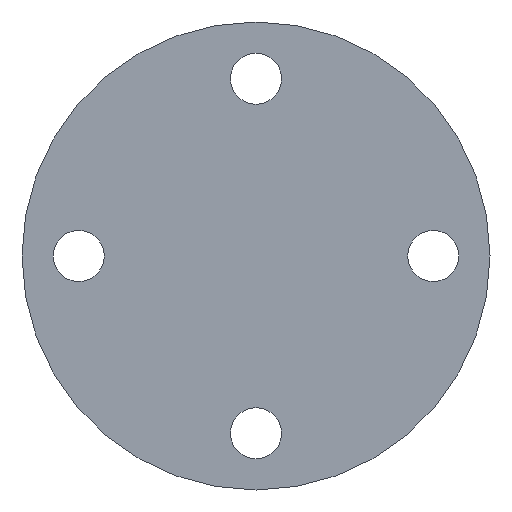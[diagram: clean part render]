
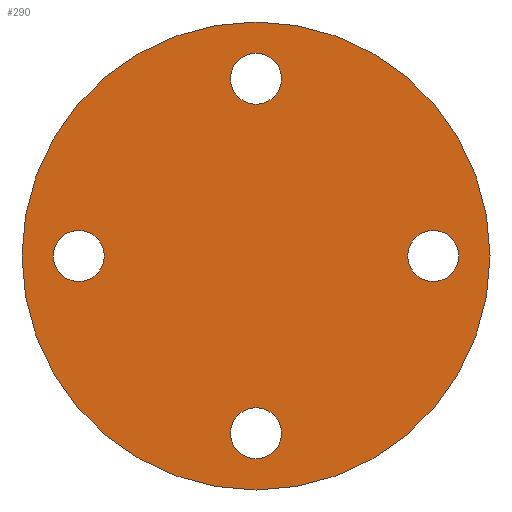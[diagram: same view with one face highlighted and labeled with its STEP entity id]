
A CAD part, front view. The second image highlights one B-rep face of the part: STEP entity #290.
In plain terms, the highlighted planar face has unit normal (0, -1, 0).
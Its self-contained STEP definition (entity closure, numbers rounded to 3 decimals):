
#6 = CARTESIAN_POINT ( 'NONE',  ( 0., 0., -82.5 ) ) ;
#16 = VERTEX_POINT ( 'NONE', #300 ) ;
#19 = CARTESIAN_POINT ( 'NONE',  ( 0., 0., 53.5 ) ) ;
#20 = EDGE_CURVE ( 'NONE', #227, #131, #69, .T. ) ;
#22 = ORIENTED_EDGE ( 'NONE', *, *, #326, .F. ) ;
#24 = CARTESIAN_POINT ( 'NONE',  ( 62.5, 0., 0. ) ) ;
#26 = AXIS2_PLACEMENT_3D ( 'NONE', #327, #295, #263 ) ;
#28 = VERTEX_POINT ( 'NONE', #450 ) ;
#29 = CARTESIAN_POINT ( 'NONE',  ( -62.5, 0., 0. ) ) ;
#30 = CARTESIAN_POINT ( 'NONE',  ( -53.5, 0., 0. ) ) ;
#31 = DIRECTION ( 'NONE',  ( 0., 1., 0. ) ) ;
#32 = CARTESIAN_POINT ( 'NONE',  ( -71.5, 0., 0. ) ) ;
#42 = FACE_BOUND ( 'NONE', #266, .T. ) ;
#44 = DIRECTION ( 'NONE',  ( 0., 0., -1. ) ) ;
#50 = ORIENTED_EDGE ( 'NONE', *, *, #423, .F. ) ;
#69 = CIRCLE ( 'NONE', #93, 9. ) ;
#77 = PLANE ( 'NONE',  #105 ) ;
#79 = VERTEX_POINT ( 'NONE', #32 ) ;
#80 = AXIS2_PLACEMENT_3D ( 'NONE', #179, #134, #356 ) ;
#81 = VERTEX_POINT ( 'NONE', #30 ) ;
#88 = DIRECTION ( 'NONE',  ( 0., -1., 0. ) ) ;
#93 = AXIS2_PLACEMENT_3D ( 'NONE', #347, #341, #129 ) ;
#102 = EDGE_CURVE ( 'NONE', #414, #269, #117, .T. ) ;
#105 = AXIS2_PLACEMENT_3D ( 'NONE', #150, #88, #367 ) ;
#112 = FACE_BOUND ( 'NONE', #123, .T. ) ;
#117 = CIRCLE ( 'NONE', #453, 82.5 ) ;
#123 = EDGE_LOOP ( 'NONE', ( #22, #187 ) ) ;
#124 = CARTESIAN_POINT ( 'NONE',  ( 62.5, 0., 0. ) ) ;
#125 = AXIS2_PLACEMENT_3D ( 'NONE', #462, #31, #170 ) ;
#129 = DIRECTION ( 'NONE',  ( 0., 0., 1. ) ) ;
#130 = EDGE_CURVE ( 'NONE', #81, #79, #305, .T. ) ;
#131 = VERTEX_POINT ( 'NONE', #362 ) ;
#134 = DIRECTION ( 'NONE',  ( 0., -1., 0. ) ) ;
#140 = CARTESIAN_POINT ( 'NONE',  ( 0., 0., 0. ) ) ;
#144 = AXIS2_PLACEMENT_3D ( 'NONE', #124, #229, #370 ) ;
#150 = CARTESIAN_POINT ( 'NONE',  ( -82.5, 0., 0. ) ) ;
#158 = ORIENTED_EDGE ( 'NONE', *, *, #388, .F. ) ;
#164 = CIRCLE ( 'NONE', #80, 9. ) ;
#170 = DIRECTION ( 'NONE',  ( 0., 0., 1. ) ) ;
#172 = DIRECTION ( 'NONE',  ( 1., 0., 0. ) ) ;
#179 = CARTESIAN_POINT ( 'NONE',  ( 0., 0., -62.5 ) ) ;
#181 = AXIS2_PLACEMENT_3D ( 'NONE', #365, #283, #182 ) ;
#182 = DIRECTION ( 'NONE',  ( -1., 0., 0. ) ) ;
#187 = ORIENTED_EDGE ( 'NONE', *, *, #457, .F. ) ;
#189 = EDGE_CURVE ( 'NONE', #28, #16, #164, .T. ) ;
#192 = CIRCLE ( 'NONE', #125, 82.5 ) ;
#215 = CIRCLE ( 'NONE', #357, 9. ) ;
#216 = CIRCLE ( 'NONE', #286, 9. ) ;
#226 = CARTESIAN_POINT ( 'NONE',  ( 53.5, 0., 0. ) ) ;
#227 = VERTEX_POINT ( 'NONE', #19 ) ;
#229 = DIRECTION ( 'NONE',  ( 0., -1., 0. ) ) ;
#233 = CIRCLE ( 'NONE', #26, 9. ) ;
#234 = VERTEX_POINT ( 'NONE', #226 ) ;
#235 = EDGE_LOOP ( 'NONE', ( #343, #50 ) ) ;
#236 = CARTESIAN_POINT ( 'NONE',  ( 71.5, 0., 0. ) ) ;
#237 = VERTEX_POINT ( 'NONE', #236 ) ;
#239 = EDGE_LOOP ( 'NONE', ( #376, #275 ) ) ;
#240 = DIRECTION ( 'NONE',  ( 0., -1., 0. ) ) ;
#246 = DIRECTION ( 'NONE',  ( -1., 0., 0. ) ) ;
#251 = CIRCLE ( 'NONE', #144, 9. ) ;
#258 = FACE_BOUND ( 'NONE', #239, .T. ) ;
#259 = ORIENTED_EDGE ( 'NONE', *, *, #189, .F. ) ;
#263 = DIRECTION ( 'NONE',  ( 0., 0., 1. ) ) ;
#266 = EDGE_LOOP ( 'NONE', ( #259, #297 ) ) ;
#269 = VERTEX_POINT ( 'NONE', #6 ) ;
#272 = CARTESIAN_POINT ( 'NONE',  ( 0., 0., -62.5 ) ) ;
#275 = ORIENTED_EDGE ( 'NONE', *, *, #20, .F. ) ;
#278 = DIRECTION ( 'NONE',  ( 0., -1., 0. ) ) ;
#283 = DIRECTION ( 'NONE',  ( 0., -1., 0. ) ) ;
#286 = AXIS2_PLACEMENT_3D ( 'NONE', #272, #420, #44 ) ;
#290 = ADVANCED_FACE ( 'NONE', ( #442, #258, #112, #42, #445 ), #77, .T. ) ;
#295 = DIRECTION ( 'NONE',  ( 0., -1., 0. ) ) ;
#297 = ORIENTED_EDGE ( 'NONE', *, *, #335, .F. ) ;
#300 = CARTESIAN_POINT ( 'NONE',  ( 0., 0., -53.5 ) ) ;
#305 = CIRCLE ( 'NONE', #181, 9. ) ;
#317 = DIRECTION ( 'NONE',  ( 0., 1., 0. ) ) ;
#326 = EDGE_CURVE ( 'NONE', #237, #234, #251, .T. ) ;
#327 = CARTESIAN_POINT ( 'NONE',  ( 0., 0., 62.5 ) ) ;
#335 = EDGE_CURVE ( 'NONE', #16, #28, #216, .T. ) ;
#341 = DIRECTION ( 'NONE',  ( 0., -1., 0. ) ) ;
#343 = ORIENTED_EDGE ( 'NONE', *, *, #102, .F. ) ;
#347 = CARTESIAN_POINT ( 'NONE',  ( 0., 0., 62.5 ) ) ;
#352 = EDGE_CURVE ( 'NONE', #131, #227, #233, .T. ) ;
#356 = DIRECTION ( 'NONE',  ( 0., 0., -1. ) ) ;
#357 = AXIS2_PLACEMENT_3D ( 'NONE', #24, #278, #172 ) ;
#362 = CARTESIAN_POINT ( 'NONE',  ( 0., 0., 71.5 ) ) ;
#365 = CARTESIAN_POINT ( 'NONE',  ( -62.5, 0., 0. ) ) ;
#367 = DIRECTION ( 'NONE',  ( 0., 0., -1. ) ) ;
#369 = ORIENTED_EDGE ( 'NONE', *, *, #130, .F. ) ;
#370 = DIRECTION ( 'NONE',  ( 1., 0., 0. ) ) ;
#376 = ORIENTED_EDGE ( 'NONE', *, *, #352, .F. ) ;
#386 = CARTESIAN_POINT ( 'NONE',  ( 0., 0., 82.5 ) ) ;
#388 = EDGE_CURVE ( 'NONE', #79, #81, #418, .T. ) ;
#396 = DIRECTION ( 'NONE',  ( 0., 0., 1. ) ) ;
#399 = AXIS2_PLACEMENT_3D ( 'NONE', #29, #240, #246 ) ;
#414 = VERTEX_POINT ( 'NONE', #386 ) ;
#418 = CIRCLE ( 'NONE', #399, 9. ) ;
#420 = DIRECTION ( 'NONE',  ( 0., -1., 0. ) ) ;
#423 = EDGE_CURVE ( 'NONE', #269, #414, #192, .T. ) ;
#442 = FACE_BOUND ( 'NONE', #443, .T. ) ;
#443 = EDGE_LOOP ( 'NONE', ( #158, #369 ) ) ;
#445 = FACE_OUTER_BOUND ( 'NONE', #235, .T. ) ;
#450 = CARTESIAN_POINT ( 'NONE',  ( 0., 0., -71.5 ) ) ;
#453 = AXIS2_PLACEMENT_3D ( 'NONE', #140, #317, #396 ) ;
#457 = EDGE_CURVE ( 'NONE', #234, #237, #215, .T. ) ;
#462 = CARTESIAN_POINT ( 'NONE',  ( 0., 0., 0. ) ) ;
